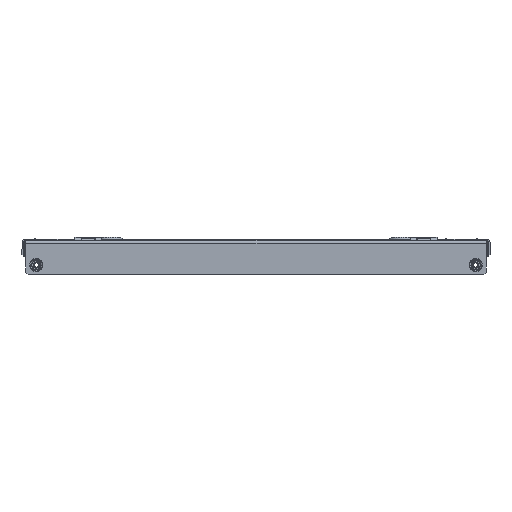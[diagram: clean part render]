
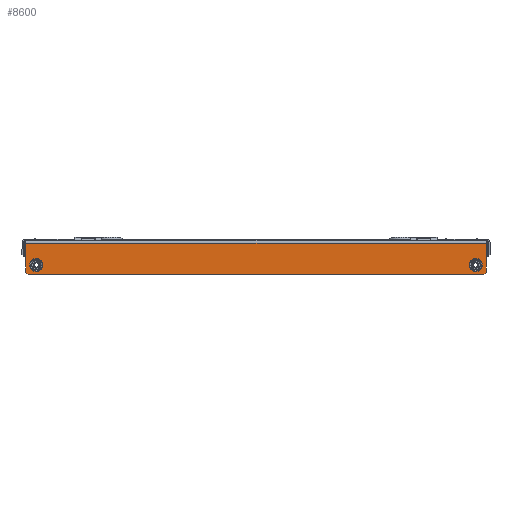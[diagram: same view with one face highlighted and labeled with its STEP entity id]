
A CAD part, left-side view. The second image highlights one B-rep face of the part: STEP entity #8600.
In plain terms, the highlighted planar face has unit normal (-1, 0, 0).
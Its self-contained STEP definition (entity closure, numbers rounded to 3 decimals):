
#75 = VECTOR ( 'NONE', #3502, 1000. ) ;
#102 = LINE ( 'NONE', #352, #16286 ) ;
#352 = CARTESIAN_POINT ( 'NONE',  ( -11.5, -261., 0. ) ) ;
#503 = VECTOR ( 'NONE', #3075, 1000. ) ;
#655 = CARTESIAN_POINT ( 'NONE',  ( -11.5, -249., -26.5 ) ) ;
#761 = CARTESIAN_POINT ( 'NONE',  ( -11.5, 249., -26.5 ) ) ;
#946 = LINE ( 'NONE', #10596, #75 ) ;
#1008 = EDGE_LOOP ( 'NONE', ( #16319, #12491 ) ) ;
#1353 = EDGE_CURVE ( 'NONE', #8717, #9826, #946, .T. ) ;
#1408 = CARTESIAN_POINT ( 'NONE',  ( -11.5, 261., -1.879 ) ) ;
#1516 = CARTESIAN_POINT ( 'NONE',  ( -11.5, 261., 0. ) ) ;
#1961 = DIRECTION ( 'NONE',  ( 0., -1., 0. ) ) ;
#2211 = LINE ( 'NONE', #3728, #11180 ) ;
#2392 = CARTESIAN_POINT ( 'NONE',  ( -11.5, 258., -37.5 ) ) ;
#2746 = VERTEX_POINT ( 'NONE', #15049 ) ;
#2932 = VERTEX_POINT ( 'NONE', #1408 ) ;
#3075 = DIRECTION ( 'NONE',  ( 0., 0., -1. ) ) ;
#3115 = ORIENTED_EDGE ( 'NONE', *, *, #5004, .T. ) ;
#3284 = PLANE ( 'NONE',  #11696 ) ;
#3502 = DIRECTION ( 'NONE',  ( 0., -1., 0. ) ) ;
#3719 = EDGE_CURVE ( 'NONE', #17703, #18016, #102, .T. ) ;
#3728 = CARTESIAN_POINT ( 'NONE',  ( -11.5, -261., -1.879 ) ) ;
#3786 = DIRECTION ( 'NONE',  ( 0., -0.707, 0.707 ) ) ;
#4053 = CIRCLE ( 'NONE', #9043, 7.299 ) ;
#4164 = FACE_OUTER_BOUND ( 'NONE', #14107, .T. ) ;
#4182 = CIRCLE ( 'NONE', #7861, 7.299 ) ;
#4476 = LINE ( 'NONE', #1516, #503 ) ;
#4844 = LINE ( 'NONE', #6725, #14647 ) ;
#5004 = EDGE_CURVE ( 'NONE', #2932, #12803, #4476, .T. ) ;
#5272 = CARTESIAN_POINT ( 'NONE',  ( -11.5, -249., -26.5 ) ) ;
#5730 = CIRCLE ( 'NONE', #11814, 7.299 ) ;
#5979 = CARTESIAN_POINT ( 'NONE',  ( -11.5, -261., -1.879 ) ) ;
#6236 = CARTESIAN_POINT ( 'NONE',  ( -11.5, -256.299, -26.5 ) ) ;
#6253 = CARTESIAN_POINT ( 'NONE',  ( -11.5, 261., -34.5 ) ) ;
#6284 = DIRECTION ( 'NONE',  ( 1., 0., 0. ) ) ;
#6407 = ORIENTED_EDGE ( 'NONE', *, *, #3719, .T. ) ;
#6725 = CARTESIAN_POINT ( 'NONE',  ( -11.5, -261., -34.5 ) ) ;
#6870 = VERTEX_POINT ( 'NONE', #8953 ) ;
#7327 = EDGE_CURVE ( 'NONE', #11483, #6870, #4182, .T. ) ;
#7416 = DIRECTION ( 'NONE',  ( 0., 1., 0. ) ) ;
#7542 = VERTEX_POINT ( 'NONE', #6236 ) ;
#7731 = DIRECTION ( 'NONE',  ( 1., 0., 0. ) ) ;
#7861 = AXIS2_PLACEMENT_3D ( 'NONE', #12807, #8707, #12861 ) ;
#8112 = ORIENTED_EDGE ( 'NONE', *, *, #7327, .T. ) ;
#8156 = EDGE_CURVE ( 'NONE', #2932, #18016, #2211, .T. ) ;
#8540 = CIRCLE ( 'NONE', #16379, 7.299 ) ;
#8600 = ADVANCED_FACE ( 'NONE', ( #4164, #15520, #14643 ), #3284, .F. ) ;
#8707 = DIRECTION ( 'NONE',  ( 1., 0., 0. ) ) ;
#8717 = VERTEX_POINT ( 'NONE', #11917 ) ;
#8953 = CARTESIAN_POINT ( 'NONE',  ( -11.5, 241.701, -26.5 ) ) ;
#9043 = AXIS2_PLACEMENT_3D ( 'NONE', #761, #7731, #7416 ) ;
#9216 = ORIENTED_EDGE ( 'NONE', *, *, #9857, .T. ) ;
#9402 = EDGE_CURVE ( 'NONE', #7542, #2746, #8540, .T. ) ;
#9613 = EDGE_CURVE ( 'NONE', #2746, #7542, #5730, .T. ) ;
#9678 = DIRECTION ( 'NONE',  ( 0., -1., 0. ) ) ;
#9826 = VERTEX_POINT ( 'NONE', #10527 ) ;
#9857 = EDGE_CURVE ( 'NONE', #6870, #11483, #4053, .T. ) ;
#10527 = CARTESIAN_POINT ( 'NONE',  ( -11.5, -258., -37.5 ) ) ;
#10596 = CARTESIAN_POINT ( 'NONE',  ( -11.5, -261., -37.5 ) ) ;
#10935 = ORIENTED_EDGE ( 'NONE', *, *, #1353, .T. ) ;
#11180 = VECTOR ( 'NONE', #13590, 1000. ) ;
#11369 = ORIENTED_EDGE ( 'NONE', *, *, #14269, .T. ) ;
#11483 = VERTEX_POINT ( 'NONE', #14343 ) ;
#11696 = AXIS2_PLACEMENT_3D ( 'NONE', #15853, #6284, #17264 ) ;
#11814 = AXIS2_PLACEMENT_3D ( 'NONE', #5272, #18073, #9678 ) ;
#11917 = CARTESIAN_POINT ( 'NONE',  ( -11.5, 258., -37.5 ) ) ;
#12127 = ORIENTED_EDGE ( 'NONE', *, *, #8156, .F. ) ;
#12491 = ORIENTED_EDGE ( 'NONE', *, *, #9613, .F. ) ;
#12803 = VERTEX_POINT ( 'NONE', #6253 ) ;
#12807 = CARTESIAN_POINT ( 'NONE',  ( -11.5, 249., -26.5 ) ) ;
#12861 = DIRECTION ( 'NONE',  ( 0., 1., 0. ) ) ;
#13113 = EDGE_LOOP ( 'NONE', ( #8112, #9216 ) ) ;
#13421 = EDGE_CURVE ( 'NONE', #9826, #17703, #4844, .T. ) ;
#13590 = DIRECTION ( 'NONE',  ( 0., -1., 0. ) ) ;
#14107 = EDGE_LOOP ( 'NONE', ( #10935, #17804, #6407, #12127, #3115, #11369 ) ) ;
#14269 = EDGE_CURVE ( 'NONE', #12803, #8717, #15714, .T. ) ;
#14343 = CARTESIAN_POINT ( 'NONE',  ( -11.5, 256.299, -26.5 ) ) ;
#14643 = FACE_BOUND ( 'NONE', #1008, .T. ) ;
#14647 = VECTOR ( 'NONE', #3786, 1000. ) ;
#15049 = CARTESIAN_POINT ( 'NONE',  ( -11.5, -241.701, -26.5 ) ) ;
#15273 = VECTOR ( 'NONE', #16360, 1000. ) ;
#15520 = FACE_BOUND ( 'NONE', #13113, .T. ) ;
#15714 = LINE ( 'NONE', #2392, #15273 ) ;
#15853 = CARTESIAN_POINT ( 'NONE',  ( -11.5, -261., 0. ) ) ;
#16205 = CARTESIAN_POINT ( 'NONE',  ( -11.5, -261., -34.5 ) ) ;
#16286 = VECTOR ( 'NONE', #17231, 1000. ) ;
#16319 = ORIENTED_EDGE ( 'NONE', *, *, #9402, .F. ) ;
#16360 = DIRECTION ( 'NONE',  ( 0., -0.707, -0.707 ) ) ;
#16379 = AXIS2_PLACEMENT_3D ( 'NONE', #655, #17302, #1961 ) ;
#17231 = DIRECTION ( 'NONE',  ( 0., 0., 1. ) ) ;
#17264 = DIRECTION ( 'NONE',  ( 0., 0., -1. ) ) ;
#17302 = DIRECTION ( 'NONE',  ( -1., 0., 0. ) ) ;
#17703 = VERTEX_POINT ( 'NONE', #16205 ) ;
#17804 = ORIENTED_EDGE ( 'NONE', *, *, #13421, .T. ) ;
#18016 = VERTEX_POINT ( 'NONE', #5979 ) ;
#18073 = DIRECTION ( 'NONE',  ( -1., 0., 0. ) ) ;
